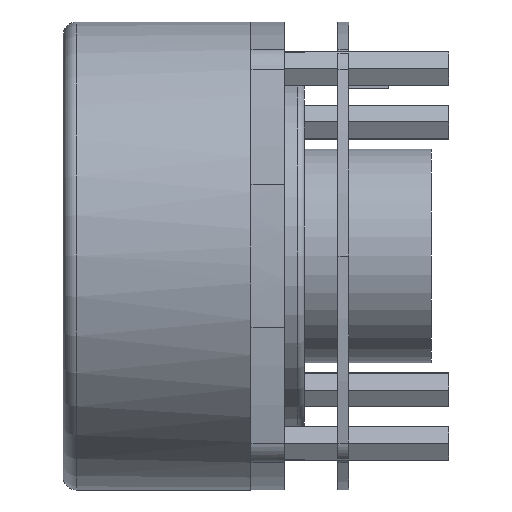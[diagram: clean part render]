
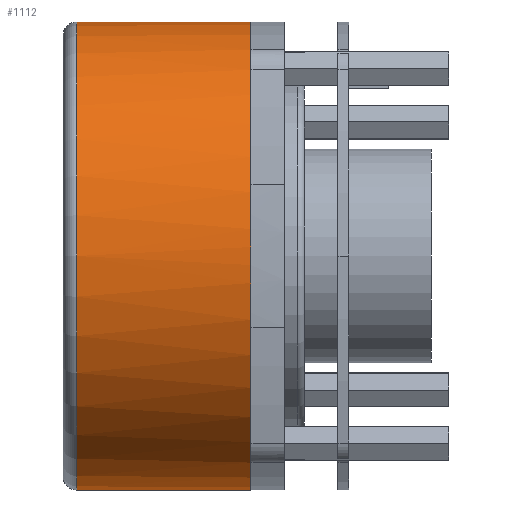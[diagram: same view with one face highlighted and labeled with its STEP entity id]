
A CAD part, left-side view. The second image highlights one B-rep face of the part: STEP entity #1112.
In plain terms, the highlighted cylindrical face has radius 35 mm (diameter 70 mm), a partial arc.
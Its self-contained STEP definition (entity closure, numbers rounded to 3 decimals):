
#25 = EDGE_CURVE ( 'NONE', #1940, #336, #224, .T. ) ;
#194 = VERTEX_POINT ( 'NONE', #962 ) ;
#224 = CIRCLE ( 'NONE', #1213, 35. ) ;
#291 = DIRECTION ( 'NONE',  ( 0., 0., 1. ) ) ;
#296 = CARTESIAN_POINT ( 'NONE',  ( -14.25, 31.1, 35. ) ) ;
#313 = ORIENTED_EDGE ( 'NONE', *, *, #4514, .T. ) ;
#336 = VERTEX_POINT ( 'NONE', #982 ) ;
#365 = ORIENTED_EDGE ( 'NONE', *, *, #4290, .T. ) ;
#490 = CARTESIAN_POINT ( 'NONE',  ( -14.25, 5., 0. ) ) ;
#506 = AXIS2_PLACEMENT_3D ( 'NONE', #1438, #3582, #2133 ) ;
#617 = EDGE_CURVE ( 'NONE', #2543, #1987, #3086, .T. ) ;
#661 = AXIS2_PLACEMENT_3D ( 'NONE', #2426, #4250, #291 ) ;
#816 = CIRCLE ( 'NONE', #2094, 35. ) ;
#842 = VECTOR ( 'NONE', #2376, 1000. ) ;
#850 = CARTESIAN_POINT ( 'NONE',  ( -14.25, 5., 0. ) ) ;
#932 = CARTESIAN_POINT ( 'NONE',  ( -14.25, 33.1, -35. ) ) ;
#962 = CARTESIAN_POINT ( 'NONE',  ( -49.017, 5., -4.034 ) ) ;
#982 = CARTESIAN_POINT ( 'NONE',  ( -14.25, 5., 35. ) ) ;
#1112 = ADVANCED_FACE ( 'NONE', ( #4157 ), #4538, .T. ) ;
#1213 = AXIS2_PLACEMENT_3D ( 'NONE', #850, #4351, #2305 ) ;
#1319 = VERTEX_POINT ( 'NONE', #4128 ) ;
#1360 = AXIS2_PLACEMENT_3D ( 'NONE', #4355, #1858, #1498 ) ;
#1438 = CARTESIAN_POINT ( 'NONE',  ( -14.25, 5., 0. ) ) ;
#1498 = DIRECTION ( 'NONE',  ( 0., 0., 1. ) ) ;
#1555 = AXIS2_PLACEMENT_3D ( 'NONE', #3831, #3919, #2733 ) ;
#1569 = AXIS2_PLACEMENT_3D ( 'NONE', #3929, #3578, #2561 ) ;
#1575 = EDGE_CURVE ( 'NONE', #1319, #1940, #4570, .T. ) ;
#1629 = LINE ( 'NONE', #3072, #842 ) ;
#1765 = EDGE_CURVE ( 'NONE', #2406, #194, #816, .T. ) ;
#1774 = CARTESIAN_POINT ( 'NONE',  ( -14.25, 31.1, -35. ) ) ;
#1823 = CARTESIAN_POINT ( 'NONE',  ( -14.453, 5., 34.999 ) ) ;
#1858 = DIRECTION ( 'NONE',  ( 0., 1., 0. ) ) ;
#1880 = EDGE_CURVE ( 'NONE', #4061, #2543, #3598, .T. ) ;
#1937 = DIRECTION ( 'NONE',  ( 0., 1., 0. ) ) ;
#1940 = VERTEX_POINT ( 'NONE', #1823 ) ;
#1945 = CIRCLE ( 'NONE', #661, 35. ) ;
#1987 = VERTEX_POINT ( 'NONE', #2206 ) ;
#2094 = AXIS2_PLACEMENT_3D ( 'NONE', #490, #1937, #3022 ) ;
#2133 = DIRECTION ( 'NONE',  ( 0., 0., 1. ) ) ;
#2206 = CARTESIAN_POINT ( 'NONE',  ( -14.25, 5., -35. ) ) ;
#2305 = DIRECTION ( 'NONE',  ( 0., 0., 1. ) ) ;
#2376 = DIRECTION ( 'NONE',  ( 0., -1., 0. ) ) ;
#2388 = DIRECTION ( 'NONE',  ( 0., -1., 0. ) ) ;
#2406 = VERTEX_POINT ( 'NONE', #4337 ) ;
#2426 = CARTESIAN_POINT ( 'NONE',  ( -14.25, 5., 0. ) ) ;
#2543 = VERTEX_POINT ( 'NONE', #1774 ) ;
#2561 = DIRECTION ( 'NONE',  ( 0., 0., 1. ) ) ;
#2631 = ORIENTED_EDGE ( 'NONE', *, *, #1880, .T. ) ;
#2733 = DIRECTION ( 'NONE',  ( 0., 0., -1. ) ) ;
#2770 = ORIENTED_EDGE ( 'NONE', *, *, #1765, .T. ) ;
#3010 = VECTOR ( 'NONE', #2388, 1000. ) ;
#3022 = DIRECTION ( 'NONE',  ( 0., 0., 1. ) ) ;
#3072 = CARTESIAN_POINT ( 'NONE',  ( -14.25, 33.1, 35. ) ) ;
#3086 = LINE ( 'NONE', #932, #3010 ) ;
#3111 = ORIENTED_EDGE ( 'NONE', *, *, #617, .T. ) ;
#3570 = EDGE_LOOP ( 'NONE', ( #3947, #2631, #3111, #365, #2770, #313, #3711, #3609 ) ) ;
#3578 = DIRECTION ( 'NONE',  ( 0., -1., 0. ) ) ;
#3582 = DIRECTION ( 'NONE',  ( 0., 1., 0. ) ) ;
#3598 = CIRCLE ( 'NONE', #1569, 35. ) ;
#3609 = ORIENTED_EDGE ( 'NONE', *, *, #25, .T. ) ;
#3711 = ORIENTED_EDGE ( 'NONE', *, *, #1575, .T. ) ;
#3831 = CARTESIAN_POINT ( 'NONE',  ( -14.25, 33.1, 0. ) ) ;
#3919 = DIRECTION ( 'NONE',  ( 0., -1., 0. ) ) ;
#3929 = CARTESIAN_POINT ( 'NONE',  ( -14.25, 31.1, 0. ) ) ;
#3947 = ORIENTED_EDGE ( 'NONE', *, *, #4632, .F. ) ;
#4002 = CIRCLE ( 'NONE', #1360, 35. ) ;
#4061 = VERTEX_POINT ( 'NONE', #296 ) ;
#4128 = CARTESIAN_POINT ( 'NONE',  ( -49.017, 5., 4.034 ) ) ;
#4157 = FACE_OUTER_BOUND ( 'NONE', #3570, .T. ) ;
#4250 = DIRECTION ( 'NONE',  ( 0., 1., 0. ) ) ;
#4290 = EDGE_CURVE ( 'NONE', #1987, #2406, #1945, .T. ) ;
#4337 = CARTESIAN_POINT ( 'NONE',  ( -14.453, 5., -34.999 ) ) ;
#4351 = DIRECTION ( 'NONE',  ( 0., 1., 0. ) ) ;
#4355 = CARTESIAN_POINT ( 'NONE',  ( -14.25, 5., 0. ) ) ;
#4514 = EDGE_CURVE ( 'NONE', #194, #1319, #4002, .T. ) ;
#4538 = CYLINDRICAL_SURFACE ( 'NONE', #1555, 35. ) ;
#4570 = CIRCLE ( 'NONE', #506, 35. ) ;
#4632 = EDGE_CURVE ( 'NONE', #4061, #336, #1629, .T. ) ;
